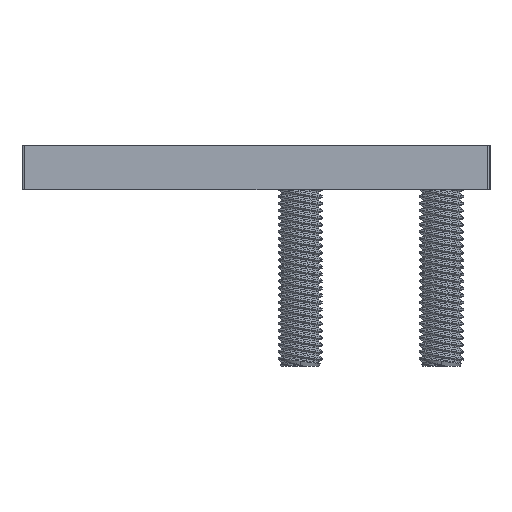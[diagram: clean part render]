
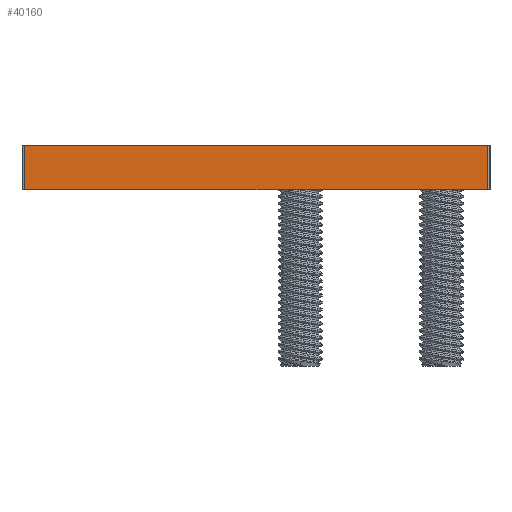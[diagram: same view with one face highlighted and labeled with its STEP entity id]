
A CAD part, left-side view. The second image highlights one B-rep face of the part: STEP entity #40160.
In plain terms, the highlighted planar face has unit normal (-1, 0, 0).
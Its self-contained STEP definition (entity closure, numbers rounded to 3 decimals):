
#6490=CARTESIAN_POINT('',(-19.019,13.387,0.));
#6500=VERTEX_POINT('',#6490);
#6530=CARTESIAN_POINT('',(-19.019,69.587,0.));
#6540=DIRECTION('',(0.,-1.,0.));
#6550=VECTOR('',#6540,1.);
#6560=LINE('',#6530,#6550);
#6570=CARTESIAN_POINT('',(-19.019,65.787,0.));
#6580=VERTEX_POINT('',#6570);
#6590=EDGE_CURVE('',#6580,#6500,#6560,.T.);
#39860=CARTESIAN_POINT('',(-19.019,69.587,0.));
#39870=DIRECTION('',(-1.,0.,0.));
#39880=DIRECTION('',(0.,1.,0.));
#39890=AXIS2_PLACEMENT_3D('',#39860,#39870,#39880);
#39900=PLANE('',#39890);
#39910=ORIENTED_EDGE('',*,*,#6590,.F.);
#39920=CARTESIAN_POINT('',(-19.019,13.387,0.));
#39930=DIRECTION('',(0.,0.,-1.));
#39940=VECTOR('',#39930,1.);
#39950=LINE('',#39920,#39940);
#39960=CARTESIAN_POINT('',(-19.019,13.387,-5.));
#39970=VERTEX_POINT('',#39960);
#39980=EDGE_CURVE('',#6500,#39970,#39950,.T.);
#39990=ORIENTED_EDGE('',*,*,#39980,.F.);
#40000=CARTESIAN_POINT('',(-19.019,0.,-5.));
#40010=DIRECTION('',(0.,-1.,0.));
#40020=VECTOR('',#40010,1.);
#40030=LINE('',#40000,#40020);
#40040=CARTESIAN_POINT('',(-19.019,65.787,-5.));
#40050=VERTEX_POINT('',#40040);
#40060=EDGE_CURVE('',#40050,#39970,#40030,.T.);
#40070=ORIENTED_EDGE('',*,*,#40060,.T.);
#40080=CARTESIAN_POINT('',(-19.019,65.787,0.));
#40090=DIRECTION('',(0.,0.,-1.));
#40100=VECTOR('',#40090,1.);
#40110=LINE('',#40080,#40100);
#40120=EDGE_CURVE('',#6580,#40050,#40110,.T.);
#40130=ORIENTED_EDGE('',*,*,#40120,.T.);
#40140=EDGE_LOOP('',(#40130,#40070,#39990,#39910));
#40150=FACE_OUTER_BOUND('',#40140,.T.);
#40160=ADVANCED_FACE('',(#40150),#39900,.T.);
